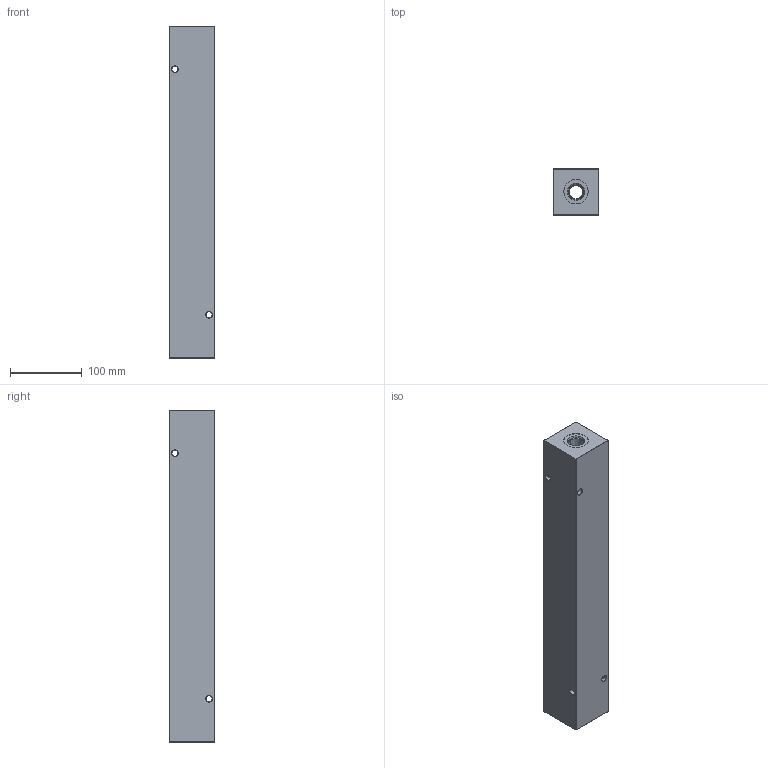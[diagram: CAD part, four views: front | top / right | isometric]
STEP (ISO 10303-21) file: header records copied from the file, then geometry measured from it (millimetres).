
FILE_DESCRIPTION (( 'STEP AP203' ), '1' );
FILE_NAME ('HM-8-90-S-10-6.STEP', '2020-11-09T22:11:42', ( '' ), ( '' ), 'SwSTEP 2.0', 'SolidWorks 2019', '' );
FILE_SCHEMA (( 'CONFIG_CONTROL_DESIGN' ));
Length unit declared in the file: inch
Products named in the file (1): HM-8-90-S-10-6
Bounding box: 63.5 x 63.5 x 463.55 mm (x, y, z)
Volume: 1667384.2 mm3; surface area: 169879.9 mm2
Topology: 1 solids, 1 shells, 703 faces, 1755 edges, 1108 vertices
Faces by surface type: plane 245, bspline 212, cone 124, cylinder 122
Entity records: 32490 total; most frequent: CARTESIAN_POINT 16979, ORIENTED_EDGE 3510, DIRECTION 2545, EDGE_CURVE 1755, VERTEX_POINT 1108, LINE 973, VECTOR 973, EDGE_LOOP 803
